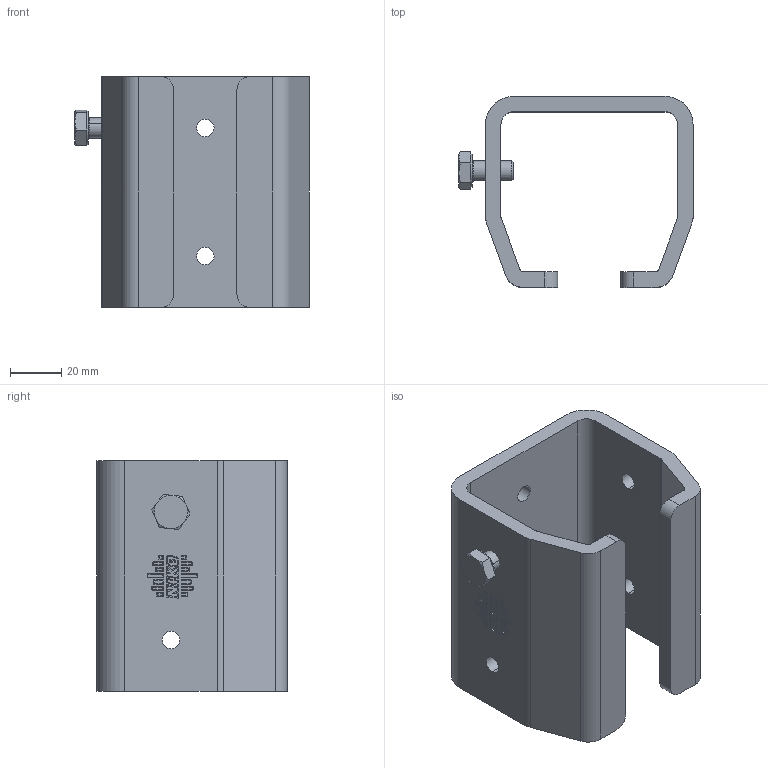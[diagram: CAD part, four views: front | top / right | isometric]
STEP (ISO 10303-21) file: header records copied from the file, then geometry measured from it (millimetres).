
FILE_DESCRIPTION (( 'STEP AP203' ), '1' );
FILE_NAME ('1.25.B00.STEP', '2019-05-29T11:11:26', ( '' ), ( '' ), 'SwSTEP 2.0', 'SolidWorks 2018', '' );
FILE_SCHEMA (( 'CONFIG_CONTROL_DESIGN' ));
Length unit declared in the file: millimetre
Products named in the file (1): 1.25.B00
Bounding box: 91.39 x 74.5 x 90 mm (x, y, z)
Volume: 129578.8 mm3; surface area: 48358.9 mm2
Topology: 2 solids, 2 shells, 351 faces, 927 edges, 612 vertices
Faces by surface type: plane 277, cylinder 64, cone 8, torus 2
Entity records: 10884 total; most frequent: CARTESIAN_POINT 1959, ORIENTED_EDGE 1854, DIRECTION 1763, EDGE_CURVE 927, VECTOR 771, LINE 771, VERTEX_POINT 612, AXIS2_PLACEMENT_3D 496
